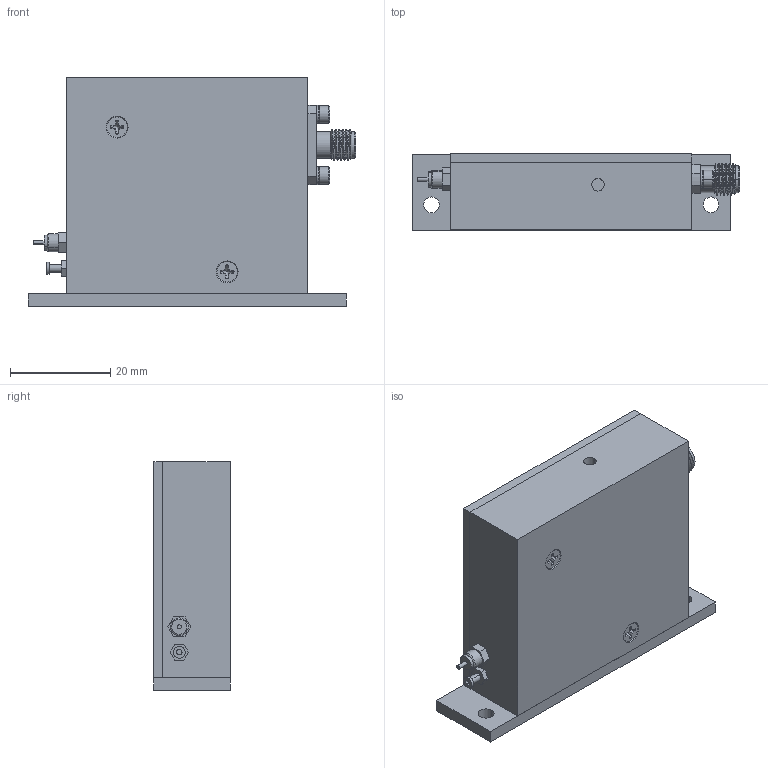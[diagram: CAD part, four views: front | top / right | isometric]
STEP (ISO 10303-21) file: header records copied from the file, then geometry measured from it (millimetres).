
FILE_DESCRIPTION (( 'STEP AP203' ), '1' );
FILE_NAME ('SOR-R3.STEP', '2019-04-12T17:37:21', ( '' ), ( '' ), 'SwSTEP 2.0', 'SolidWorks 2016', '' );
FILE_SCHEMA (( 'CONFIG_CONTROL_DESIGN' ));
Length unit declared in the file: inch
Products named in the file (1): SOR-R3
Bounding box: 65.4 x 15.24 x 45.72 mm (x, y, z)
Volume: 20559.3 mm3; surface area: 19636.7 mm2
Topology: 23 solids, 24 shells, 1009 faces, 2653 edges, 1698 vertices
Faces by surface type: cylinder 498, plane 270, cone 211, bspline 28, torus 2
Entity records: 45014 total; most frequent: CARTESIAN_POINT 22389, ORIENTED_EDGE 5258, DIRECTION 4175, EDGE_CURVE 2629, VERTEX_POINT 1698, AXIS2_PLACEMENT_3D 1557, EDGE_LOOP 1089, VECTOR 1061
